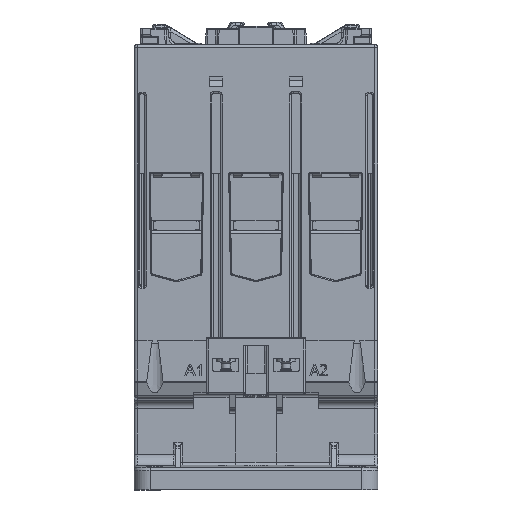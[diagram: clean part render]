
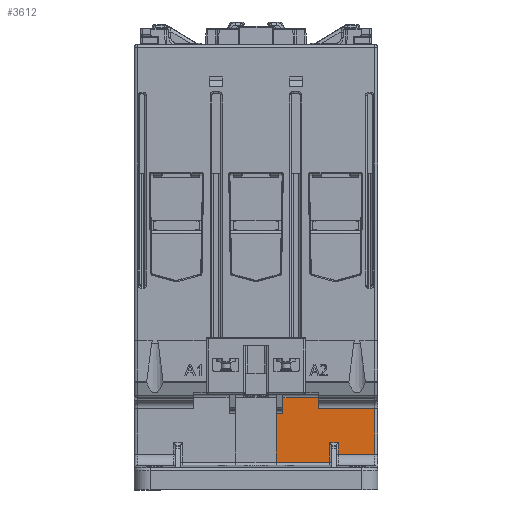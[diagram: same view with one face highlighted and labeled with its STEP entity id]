
A CAD part, front view. The second image highlights one B-rep face of the part: STEP entity #3612.
In plain terms, the highlighted planar face has unit normal (0, -1, 0).
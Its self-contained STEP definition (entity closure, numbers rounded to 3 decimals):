
#3612=ADVANCED_FACE('',(#9672),#7556,.F.);
#7556=PLANE('',#68640);
#9672=FACE_OUTER_BOUND('',#13481,.T.);
#13481=EDGE_LOOP('',(#31475,#31476,#31477,#31478,#31479,#31480,#31481,#31482,
#31483,#31484,#31485,#31486));
#17863=LINE('',#94645,#24301);
#17881=LINE('',#94696,#24319);
#17937=LINE('',#94940,#24375);
#17938=LINE('',#94942,#24376);
#17939=LINE('',#94943,#24377);
#17940=LINE('',#94945,#24378);
#17941=LINE('',#94947,#24379);
#17942=LINE('',#94949,#24380);
#17943=LINE('',#94951,#24381);
#17944=LINE('',#94953,#24382);
#17945=LINE('',#94955,#24383);
#17946=LINE('',#94957,#24384);
#24301=VECTOR('',#75185,1.);
#24319=VECTOR('',#75229,1.);
#24375=VECTOR('',#75365,1.);
#24376=VECTOR('',#75368,1.);
#24377=VECTOR('',#75369,1.);
#24378=VECTOR('',#75370,1.);
#24379=VECTOR('',#75371,1.);
#24380=VECTOR('',#75372,1.);
#24381=VECTOR('',#75373,1.);
#24382=VECTOR('',#75374,1.);
#24383=VECTOR('',#75375,1.);
#24384=VECTOR('',#75376,1.);
#31475=ORIENTED_EDGE('',*,*,#57248,.F.);
#31476=ORIENTED_EDGE('',*,*,#57138,.T.);
#31477=ORIENTED_EDGE('',*,*,#57247,.F.);
#31478=ORIENTED_EDGE('',*,*,#57249,.F.);
#31479=ORIENTED_EDGE('',*,*,#57250,.F.);
#31480=ORIENTED_EDGE('',*,*,#57251,.F.);
#31481=ORIENTED_EDGE('',*,*,#57252,.F.);
#31482=ORIENTED_EDGE('',*,*,#57253,.F.);
#31483=ORIENTED_EDGE('',*,*,#57254,.F.);
#31484=ORIENTED_EDGE('',*,*,#57255,.T.);
#31485=ORIENTED_EDGE('',*,*,#57256,.F.);
#31486=ORIENTED_EDGE('',*,*,#57165,.T.);
#50930=VERTEX_POINT('',#94644);
#50931=VERTEX_POINT('',#94646);
#50950=VERTEX_POINT('',#94695);
#50951=VERTEX_POINT('',#94697);
#51026=VERTEX_POINT('',#94939);
#51027=VERTEX_POINT('',#94944);
#51028=VERTEX_POINT('',#94946);
#51029=VERTEX_POINT('',#94948);
#51030=VERTEX_POINT('',#94950);
#51031=VERTEX_POINT('',#94952);
#51032=VERTEX_POINT('',#94954);
#51033=VERTEX_POINT('',#94956);
#57138=EDGE_CURVE('',#50931,#50930,#17863,.T.);
#57165=EDGE_CURVE('',#50951,#50950,#17881,.T.);
#57247=EDGE_CURVE('',#51026,#50930,#17937,.T.);
#57248=EDGE_CURVE('',#50931,#50950,#17938,.T.);
#57249=EDGE_CURVE('',#51027,#51026,#17939,.T.);
#57250=EDGE_CURVE('',#51028,#51027,#17940,.T.);
#57251=EDGE_CURVE('',#51029,#51028,#17941,.T.);
#57252=EDGE_CURVE('',#51030,#51029,#17942,.T.);
#57253=EDGE_CURVE('',#51031,#51030,#17943,.T.);
#57254=EDGE_CURVE('',#51032,#51031,#17944,.T.);
#57255=EDGE_CURVE('',#51032,#51033,#17945,.T.);
#57256=EDGE_CURVE('',#50951,#51033,#17946,.T.);
#68640=AXIS2_PLACEMENT_3D('',#94958,#75377,#75378);
#75185=DIRECTION('',(0.,0.,-1.));
#75229=DIRECTION('',(0.,0.,-1.));
#75365=DIRECTION('',(-1.,0.,0.));
#75368=DIRECTION('',(1.,0.,0.));
#75369=DIRECTION('',(0.,0.,-1.));
#75370=DIRECTION('',(-1.,0.,0.));
#75371=DIRECTION('',(0.,0.,1.));
#75372=DIRECTION('',(-1.,0.,0.));
#75373=DIRECTION('',(0.,0.,-1.));
#75374=DIRECTION('',(1.,0.,0.));
#75375=DIRECTION('',(0.,0.,1.));
#75376=DIRECTION('',(1.,0.,0.));
#75377=DIRECTION('',(0.,1.,0.));
#75378=DIRECTION('',(-0.707,0.,0.707));
#94644=CARTESIAN_POINT('',(6.3,-58.5,3.066));
#94645=CARTESIAN_POINT('',(6.3,-58.5,12.285));
#94646=CARTESIAN_POINT('',(6.3,-58.5,18.1));
#94695=CARTESIAN_POINT('',(8.3,-58.5,18.1));
#94696=CARTESIAN_POINT('',(8.3,-58.5,12.285));
#94697=CARTESIAN_POINT('',(8.3,-58.5,22.941));
#94939=CARTESIAN_POINT('',(22.752,-58.5,3.066));
#94940=CARTESIAN_POINT('',(10.,-58.5,3.066));
#94942=CARTESIAN_POINT('',(20.3,-58.5,18.1));
#94943=CARTESIAN_POINT('',(22.752,-58.5,27.));
#94944=CARTESIAN_POINT('',(22.752,-58.5,9.1));
#94945=CARTESIAN_POINT('',(20.3,-58.5,9.1));
#94946=CARTESIAN_POINT('',(25.248,-58.5,9.1));
#94947=CARTESIAN_POINT('',(25.248,-58.5,27.));
#94948=CARTESIAN_POINT('',(25.248,-58.5,5.48));
#94949=CARTESIAN_POINT('',(15.15,-58.5,5.48));
#94950=CARTESIAN_POINT('',(36.5,-58.5,5.48));
#94951=CARTESIAN_POINT('',(36.5,-58.5,21.75));
#94952=CARTESIAN_POINT('',(36.5,-58.5,19.541));
#94953=CARTESIAN_POINT('',(20.3,-58.5,19.541));
#94954=CARTESIAN_POINT('',(19.2,-58.5,19.541));
#94955=CARTESIAN_POINT('',(19.2,-58.5,27.));
#94956=CARTESIAN_POINT('',(19.2,-58.5,22.941));
#94957=CARTESIAN_POINT('',(10.15,-58.5,22.941));
#94958=CARTESIAN_POINT('',(20.3,-58.5,27.));
